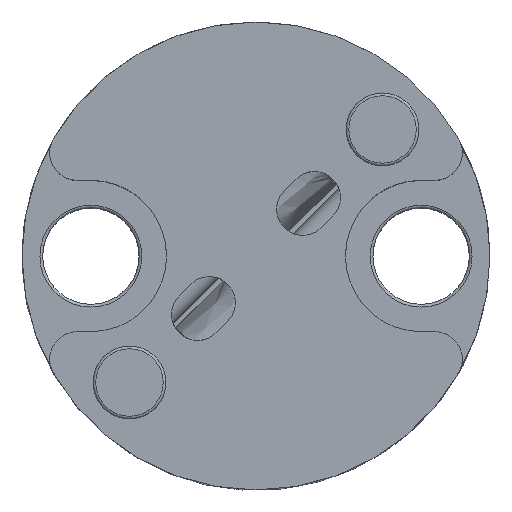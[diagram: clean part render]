
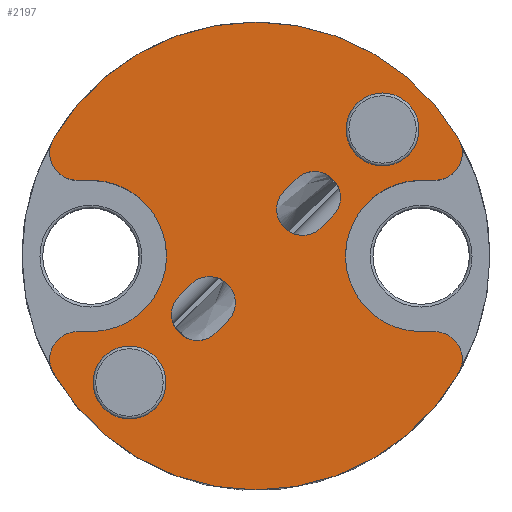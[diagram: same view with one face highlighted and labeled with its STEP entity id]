
A CAD part, top view. The second image highlights one B-rep face of the part: STEP entity #2197.
In plain terms, the highlighted planar face has unit normal (0, 0, 1).
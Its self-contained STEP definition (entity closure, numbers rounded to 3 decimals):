
#49=FACE_BOUND('',#698,.T.);
#50=FACE_BOUND('',#699,.T.);
#51=FACE_BOUND('',#700,.T.);
#52=FACE_BOUND('',#701,.T.);
#181=LINE('',#3773,#320);
#188=LINE('',#3790,#327);
#202=LINE('',#3944,#341);
#209=LINE('',#3961,#348);
#224=LINE('',#4032,#363);
#227=LINE('',#4040,#366);
#232=LINE('',#4056,#371);
#235=LINE('',#4064,#374);
#320=VECTOR('',#2951,10.);
#327=VECTOR('',#2968,10.);
#341=VECTOR('',#3004,10.);
#348=VECTOR('',#3021,10.);
#363=VECTOR('',#3090,10.);
#366=VECTOR('',#3099,10.);
#371=VECTOR('',#3118,10.);
#374=VECTOR('',#3127,10.);
#442=PLANE('',#2477);
#552=FACE_OUTER_BOUND('',#697,.T.);
#697=EDGE_LOOP('',(#1903,#1904,#1905,#1906,#1907,#1908,#1909,#1910,#1911,
#1912,#1913,#1914));
#698=EDGE_LOOP('',(#1915));
#699=EDGE_LOOP('',(#1916));
#700=EDGE_LOOP('',(#1917,#1918,#1919,#1920));
#701=EDGE_LOOP('',(#1921,#1922,#1923,#1924));
#820=CIRCLE('',#2401,1.325);
#823=CIRCLE('',#2406,1.325);
#824=CIRCLE('',#2415,0.95);
#827=CIRCLE('',#2421,0.95);
#828=CIRCLE('',#2431,0.95);
#831=CIRCLE('',#2437,0.95);
#848=CIRCLE('',#2458,8.5);
#849=CIRCLE('',#2460,1.);
#850=CIRCLE('',#2463,2.75);
#851=CIRCLE('',#2466,1.);
#852=CIRCLE('',#2468,8.5);
#853=CIRCLE('',#2470,1.);
#854=CIRCLE('',#2473,2.75);
#855=CIRCLE('',#2476,1.);
#983=VERTEX_POINT('',#3618);
#985=VERTEX_POINT('',#3625);
#1000=VERTEX_POINT('',#3770);
#1001=VERTEX_POINT('',#3772);
#1002=VERTEX_POINT('',#3776);
#1006=VERTEX_POINT('',#3789);
#1022=VERTEX_POINT('',#3941);
#1023=VERTEX_POINT('',#3943);
#1024=VERTEX_POINT('',#3947);
#1028=VERTEX_POINT('',#3960);
#1054=VERTEX_POINT('',#4021);
#1055=VERTEX_POINT('',#4023);
#1056=VERTEX_POINT('',#4027);
#1057=VERTEX_POINT('',#4031);
#1058=VERTEX_POINT('',#4035);
#1059=VERTEX_POINT('',#4039);
#1060=VERTEX_POINT('',#4043);
#1061=VERTEX_POINT('',#4047);
#1062=VERTEX_POINT('',#4051);
#1063=VERTEX_POINT('',#4055);
#1064=VERTEX_POINT('',#4059);
#1065=VERTEX_POINT('',#4063);
#1239=EDGE_CURVE('',#983,#983,#820,.T.);
#1242=EDGE_CURVE('',#985,#985,#823,.T.);
#1261=EDGE_CURVE('',#1001,#1000,#181,.T.);
#1263=EDGE_CURVE('',#1002,#1001,#824,.T.);
#1270=EDGE_CURVE('',#1006,#1002,#188,.T.);
#1274=EDGE_CURVE('',#1000,#1006,#827,.T.);
#1294=EDGE_CURVE('',#1023,#1022,#202,.T.);
#1296=EDGE_CURVE('',#1024,#1023,#828,.T.);
#1303=EDGE_CURVE('',#1028,#1024,#209,.T.);
#1307=EDGE_CURVE('',#1022,#1028,#831,.T.);
#1334=EDGE_CURVE('',#1055,#1054,#848,.T.);
#1336=EDGE_CURVE('',#1056,#1055,#849,.T.);
#1338=EDGE_CURVE('',#1057,#1056,#224,.T.);
#1340=EDGE_CURVE('',#1058,#1057,#850,.T.);
#1342=EDGE_CURVE('',#1059,#1058,#227,.T.);
#1344=EDGE_CURVE('',#1060,#1059,#851,.T.);
#1346=EDGE_CURVE('',#1061,#1060,#852,.T.);
#1348=EDGE_CURVE('',#1062,#1061,#853,.T.);
#1350=EDGE_CURVE('',#1063,#1062,#232,.T.);
#1352=EDGE_CURVE('',#1064,#1063,#854,.T.);
#1354=EDGE_CURVE('',#1065,#1064,#235,.T.);
#1356=EDGE_CURVE('',#1054,#1065,#855,.T.);
#1903=ORIENTED_EDGE('',*,*,#1356,.T.);
#1904=ORIENTED_EDGE('',*,*,#1354,.T.);
#1905=ORIENTED_EDGE('',*,*,#1352,.T.);
#1906=ORIENTED_EDGE('',*,*,#1350,.T.);
#1907=ORIENTED_EDGE('',*,*,#1348,.T.);
#1908=ORIENTED_EDGE('',*,*,#1346,.T.);
#1909=ORIENTED_EDGE('',*,*,#1344,.T.);
#1910=ORIENTED_EDGE('',*,*,#1342,.T.);
#1911=ORIENTED_EDGE('',*,*,#1340,.T.);
#1912=ORIENTED_EDGE('',*,*,#1338,.T.);
#1913=ORIENTED_EDGE('',*,*,#1336,.T.);
#1914=ORIENTED_EDGE('',*,*,#1334,.T.);
#1915=ORIENTED_EDGE('',*,*,#1239,.T.);
#1916=ORIENTED_EDGE('',*,*,#1242,.T.);
#1917=ORIENTED_EDGE('',*,*,#1274,.T.);
#1918=ORIENTED_EDGE('',*,*,#1270,.T.);
#1919=ORIENTED_EDGE('',*,*,#1263,.T.);
#1920=ORIENTED_EDGE('',*,*,#1261,.T.);
#1921=ORIENTED_EDGE('',*,*,#1307,.T.);
#1922=ORIENTED_EDGE('',*,*,#1303,.T.);
#1923=ORIENTED_EDGE('',*,*,#1296,.T.);
#1924=ORIENTED_EDGE('',*,*,#1294,.T.);
#2197=ADVANCED_FACE('',(#552,#49,#50,#51,#52),#442,.T.);
#2401=AXIS2_PLACEMENT_3D('',#3620,#2915,#2916);
#2406=AXIS2_PLACEMENT_3D('',#3627,#2925,#2926);
#2415=AXIS2_PLACEMENT_3D('',#3777,#2955,#2956);
#2421=AXIS2_PLACEMENT_3D('',#3796,#2975,#2976);
#2431=AXIS2_PLACEMENT_3D('',#3948,#3008,#3009);
#2437=AXIS2_PLACEMENT_3D('',#3967,#3028,#3029);
#2458=AXIS2_PLACEMENT_3D('',#4024,#3080,#3081);
#2460=AXIS2_PLACEMENT_3D('',#4028,#3085,#3086);
#2463=AXIS2_PLACEMENT_3D('',#4036,#3094,#3095);
#2466=AXIS2_PLACEMENT_3D('',#4044,#3103,#3104);
#2468=AXIS2_PLACEMENT_3D('',#4048,#3108,#3109);
#2470=AXIS2_PLACEMENT_3D('',#4052,#3113,#3114);
#2473=AXIS2_PLACEMENT_3D('',#4060,#3122,#3123);
#2476=AXIS2_PLACEMENT_3D('',#4067,#3131,#3132);
#2477=AXIS2_PLACEMENT_3D('',#4068,#3133,#3134);
#2915=DIRECTION('center_axis',(0.,0.,-1.));
#2916=DIRECTION('ref_axis',(1.,0.,0.));
#2925=DIRECTION('center_axis',(0.,0.,-1.));
#2926=DIRECTION('ref_axis',(-1.,0.,0.));
#2951=DIRECTION('',(-0.707,-0.707,0.));
#2955=DIRECTION('center_axis',(0.,0.,-1.));
#2956=DIRECTION('ref_axis',(0.707,-0.707,0.));
#2968=DIRECTION('',(0.707,0.707,0.));
#2975=DIRECTION('center_axis',(0.,0.,-1.));
#2976=DIRECTION('ref_axis',(-0.707,0.707,0.));
#3004=DIRECTION('',(0.707,0.707,0.));
#3008=DIRECTION('center_axis',(0.,0.,-1.));
#3009=DIRECTION('ref_axis',(-0.707,0.707,0.));
#3021=DIRECTION('',(-0.707,-0.707,0.));
#3028=DIRECTION('center_axis',(0.,0.,-1.));
#3029=DIRECTION('ref_axis',(0.707,-0.707,0.));
#3080=DIRECTION('center_axis',(0.,0.,1.));
#3081=DIRECTION('ref_axis',(0.866,0.5,0.));
#3085=DIRECTION('center_axis',(0.,0.,1.));
#3086=DIRECTION('ref_axis',(0.,-1.,0.));
#3090=DIRECTION('',(1.,0.,0.));
#3094=DIRECTION('center_axis',(0.,0.,-1.));
#3095=DIRECTION('ref_axis',(0.,-1.,0.));
#3099=DIRECTION('',(-1.,0.,0.));
#3103=DIRECTION('center_axis',(0.,0.,1.));
#3104=DIRECTION('ref_axis',(0.866,-0.5,0.));
#3108=DIRECTION('center_axis',(0.,0.,1.));
#3109=DIRECTION('ref_axis',(-0.866,-0.5,0.));
#3113=DIRECTION('center_axis',(0.,0.,1.));
#3114=DIRECTION('ref_axis',(0.,1.,0.));
#3118=DIRECTION('',(-1.,0.,0.));
#3122=DIRECTION('center_axis',(0.,0.,-1.));
#3123=DIRECTION('ref_axis',(0.,1.,0.));
#3127=DIRECTION('',(1.,0.,0.));
#3131=DIRECTION('center_axis',(0.,0.,1.));
#3132=DIRECTION('ref_axis',(-0.866,0.5,0.));
#3133=DIRECTION('center_axis',(0.,0.,1.));
#3134=DIRECTION('ref_axis',(1.,0.,0.));
#3618=CARTESIAN_POINT('',(3.271,4.596,9.4));
#3620=CARTESIAN_POINT('Origin',(4.596,4.596,9.4));
#3625=CARTESIAN_POINT('',(-5.921,-4.596,9.4));
#3627=CARTESIAN_POINT('Origin',(-4.596,-4.596,9.4));
#3770=CARTESIAN_POINT('',(-1.45,-2.793,9.4));
#3772=CARTESIAN_POINT('',(-1.025,-2.369,9.4));
#3773=CARTESIAN_POINT('',(-0.177,-1.52,9.4));
#3776=CARTESIAN_POINT('',(-2.369,-1.025,9.4));
#3777=CARTESIAN_POINT('Origin',(-1.697,-1.697,9.4));
#3789=CARTESIAN_POINT('',(-2.793,-1.45,9.4));
#3790=CARTESIAN_POINT('',(-1.732,-0.389,9.4));
#3796=CARTESIAN_POINT('Origin',(-2.121,-2.121,9.4));
#3941=CARTESIAN_POINT('',(1.45,2.793,9.4));
#3943=CARTESIAN_POINT('',(1.025,2.369,9.4));
#3944=CARTESIAN_POINT('',(0.177,1.52,9.4));
#3947=CARTESIAN_POINT('',(2.369,1.025,9.4));
#3948=CARTESIAN_POINT('Origin',(1.697,1.697,9.4));
#3960=CARTESIAN_POINT('',(2.793,1.45,9.4));
#3961=CARTESIAN_POINT('',(1.732,0.389,9.4));
#3967=CARTESIAN_POINT('Origin',(2.121,2.121,9.4));
#4021=CARTESIAN_POINT('',(-7.361,4.25,9.4));
#4023=CARTESIAN_POINT('',(7.361,4.25,9.4));
#4024=CARTESIAN_POINT('Origin',(0.,0.,9.4));
#4027=CARTESIAN_POINT('',(6.495,2.75,9.4));
#4028=CARTESIAN_POINT('Origin',(6.495,3.75,9.4));
#4031=CARTESIAN_POINT('',(6.,2.75,9.4));
#4032=CARTESIAN_POINT('',(6.,2.75,9.4));
#4035=CARTESIAN_POINT('',(6.,-2.75,9.4));
#4036=CARTESIAN_POINT('Origin',(6.,0.,9.4));
#4039=CARTESIAN_POINT('',(6.495,-2.75,9.4));
#4040=CARTESIAN_POINT('',(6.495,-2.75,9.4));
#4043=CARTESIAN_POINT('',(7.361,-4.25,9.4));
#4044=CARTESIAN_POINT('Origin',(6.495,-3.75,9.4));
#4047=CARTESIAN_POINT('',(-7.361,-4.25,9.4));
#4048=CARTESIAN_POINT('Origin',(0.,0.,9.4));
#4051=CARTESIAN_POINT('',(-6.495,-2.75,9.4));
#4052=CARTESIAN_POINT('Origin',(-6.495,-3.75,9.4));
#4055=CARTESIAN_POINT('',(-6.,-2.75,9.4));
#4056=CARTESIAN_POINT('',(-6.,-2.75,9.4));
#4059=CARTESIAN_POINT('',(-6.,2.75,9.4));
#4060=CARTESIAN_POINT('Origin',(-6.,0.,9.4));
#4063=CARTESIAN_POINT('',(-6.495,2.75,9.4));
#4064=CARTESIAN_POINT('',(-6.495,2.75,9.4));
#4067=CARTESIAN_POINT('Origin',(-6.495,3.75,9.4));
#4068=CARTESIAN_POINT('Origin',(0.,0.,9.4));
